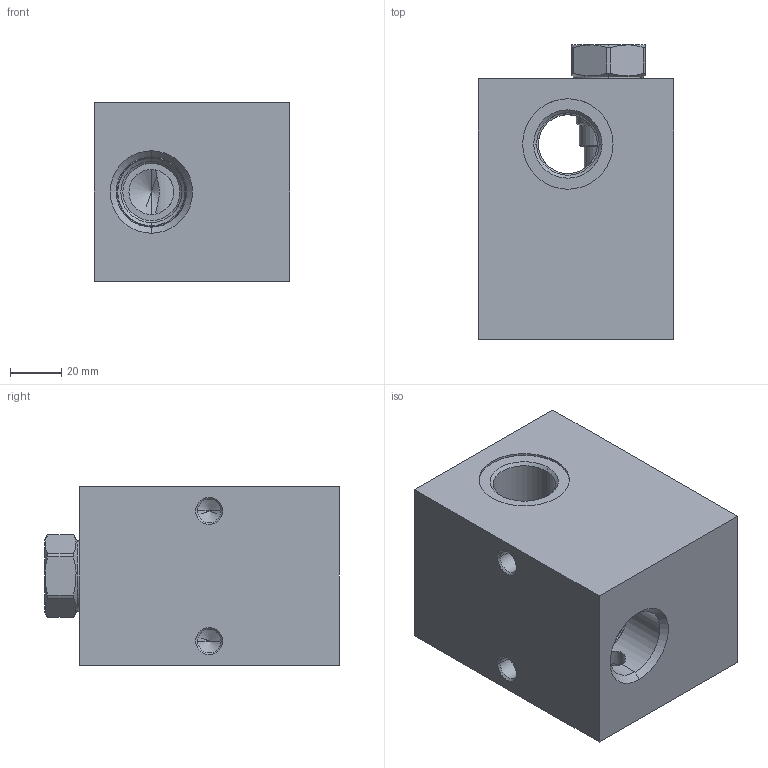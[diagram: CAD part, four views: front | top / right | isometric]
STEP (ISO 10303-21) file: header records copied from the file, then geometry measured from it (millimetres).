
FILE_DESCRIPTION((''),'2;1');
FILE_NAME('B7W_ASM','2019-09-13T',('ProEService'),(''),'PRO/ENGINEER BY PARAMETRIC TECHNOLOGY CORPORATION, 2014200','PRO/ENGINEER BY PARAMETRIC TECHNOLOGY CORPORATION, 2014200','');
FILE_SCHEMA(('CONFIG_CONTROL_DESIGN'));
Length unit declared in the file: inch
Products named in the file (3): 151-088-009; CXFAXCN; B7W_ASM
Assembly tree (2 placements, depth 2):
  B7W_ASM
    151-088-009
    CXFAXCN
Bounding box: 76.2 x 115.09 x 69.85 mm (x, y, z)
Volume: 460375.4 mm3; surface area: 63551.7 mm2
Topology: 4 solids, 4 shells, 213 faces, 713 edges, 606 vertices
Faces by surface type: cylinder 84, cone 65, plane 34, torus 22, revolution 8
Entity records: 8779 total; most frequent: CARTESIAN_POINT 2649, DIRECTION 1340, ORIENTED_EDGE 954, EDGE_CURVE 477, AXIS2_PLACEMENT_3D 469, VECTOR 394, LINE 394, VERTEX_POINT 284
